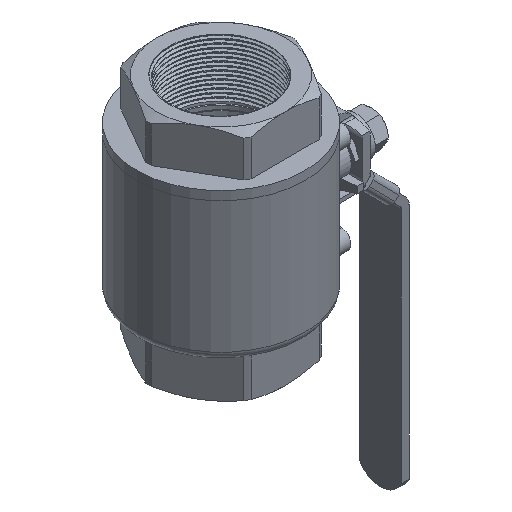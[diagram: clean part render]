
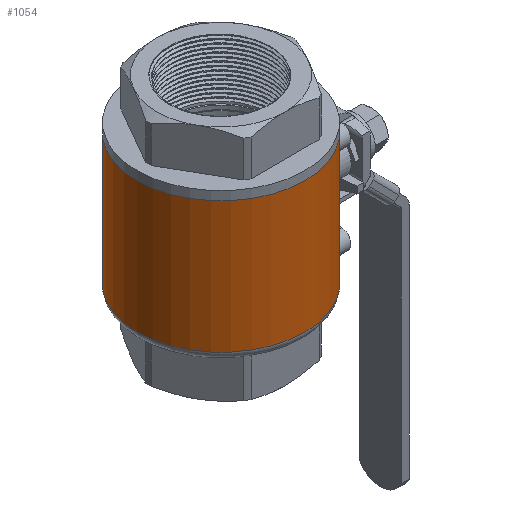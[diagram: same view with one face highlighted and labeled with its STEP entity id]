
A CAD part, isometric view. The second image highlights one B-rep face of the part: STEP entity #1054.
In plain terms, the highlighted cylindrical face has radius 64.75 mm (diameter 129.5 mm), a full revolution.
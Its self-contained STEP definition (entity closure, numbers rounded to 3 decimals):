
#871=CYLINDRICAL_SURFACE('',#4232,64.75);
#946=B_SPLINE_CURVE_WITH_KNOTS('',3,(#5868,#5869,#5870,#5871,#5872,#5873,
#5874,#5875,#5876,#5877,#5878,#5879,#5880,#5881,#5882,#5883,#5884,#5885,
#5886,#5887,#5888,#5889,#5890,#5891),.UNSPECIFIED.,.T.,.F.,(2,2,2,2,2,2,
2,2,2,2,2,2,2,2),(-0.125,0.,0.063,0.125,0.25,0.375,0.438,0.5,0.563,0.625,
0.75,0.875,1.,1.063),.UNSPECIFIED.);
#947=B_SPLINE_CURVE_WITH_KNOTS('',3,(#5895,#5896,#5897,#5898,#5899,#5900,
#5901,#5902,#5903,#5904,#5905,#5906),.UNSPECIFIED.,.F.,.F.,(4,2,2,2,2,4),
(0.,0.25,0.375,0.5,0.75,1.),.UNSPECIFIED.);
#948=B_SPLINE_CURVE_WITH_KNOTS('',3,(#5913,#5914,#5915,#5916,#5917,#5918,
#5919,#5920,#5921,#5922,#5923,#5924),.UNSPECIFIED.,.F.,.F.,(4,2,2,2,2,4),
(0.,0.25,0.375,0.5,0.75,1.),.UNSPECIFIED.);
#949=B_SPLINE_CURVE_WITH_KNOTS('',3,(#5929,#5930,#5931,#5932,#5933,#5934,
#5935,#5936,#5937,#5938,#5939,#5940),.UNSPECIFIED.,.F.,.F.,(4,2,2,2,2,4),
(0.,0.25,0.375,0.5,0.75,1.),.UNSPECIFIED.);
#950=B_SPLINE_CURVE_WITH_KNOTS('',3,(#5947,#5948,#5949,#5950,#5951,#5952,
#5953,#5954,#5955,#5956,#5957,#5958),.UNSPECIFIED.,.F.,.F.,(4,2,2,2,2,4),
(0.,0.25,0.375,0.5,0.75,1.),.UNSPECIFIED.);
#1054=ADVANCED_FACE('',(#1455,#1456,#1457,#1458,#1459),#871,.T.);
#1455=FACE_BOUND('',#1638,.T.);
#1456=FACE_BOUND('',#1639,.T.);
#1457=FACE_BOUND('',#1640,.T.);
#1458=FACE_BOUND('',#1641,.T.);
#1459=FACE_BOUND('',#1642,.T.);
#1638=EDGE_LOOP('',(#1992));
#1639=EDGE_LOOP('',(#1993));
#1640=EDGE_LOOP('',(#1994));
#1641=EDGE_LOOP('',(#1995,#1996,#1997,#1998,#1999,#2000));
#1642=EDGE_LOOP('',(#2001,#2002,#2003,#2004,#2005,#2006));
#1992=ORIENTED_EDGE('',*,*,#3474,.T.);
#1993=ORIENTED_EDGE('',*,*,#3475,.T.);
#1994=ORIENTED_EDGE('',*,*,#3476,.T.);
#1995=ORIENTED_EDGE('',*,*,#3477,.T.);
#1996=ORIENTED_EDGE('',*,*,#3478,.T.);
#1997=ORIENTED_EDGE('',*,*,#3479,.T.);
#1998=ORIENTED_EDGE('',*,*,#3480,.T.);
#1999=ORIENTED_EDGE('',*,*,#3481,.T.);
#2000=ORIENTED_EDGE('',*,*,#3482,.T.);
#2001=ORIENTED_EDGE('',*,*,#3483,.T.);
#2002=ORIENTED_EDGE('',*,*,#3484,.T.);
#2003=ORIENTED_EDGE('',*,*,#3485,.T.);
#2004=ORIENTED_EDGE('',*,*,#3486,.T.);
#2005=ORIENTED_EDGE('',*,*,#3487,.T.);
#2006=ORIENTED_EDGE('',*,*,#3488,.T.);
#3090=VERTEX_POINT('',#5867);
#3091=VERTEX_POINT('',#5892);
#3092=VERTEX_POINT('',#5894);
#3093=VERTEX_POINT('',#5907);
#3094=VERTEX_POINT('',#5908);
#3095=VERTEX_POINT('',#5910);
#3096=VERTEX_POINT('',#5912);
#3097=VERTEX_POINT('',#5925);
#3098=VERTEX_POINT('',#5927);
#3099=VERTEX_POINT('',#5941);
#3100=VERTEX_POINT('',#5942);
#3101=VERTEX_POINT('',#5944);
#3102=VERTEX_POINT('',#5946);
#3103=VERTEX_POINT('',#5959);
#3104=VERTEX_POINT('',#5961);
#3474=EDGE_CURVE('',#3090,#3090,#4023,.T.);
#3475=EDGE_CURVE('',#3091,#3091,#946,.T.);
#3476=EDGE_CURVE('',#3092,#3092,#4024,.T.);
#3477=EDGE_CURVE('',#3093,#3094,#947,.T.);
#3478=EDGE_CURVE('',#3094,#3095,#4025,.T.);
#3479=EDGE_CURVE('',#3095,#3096,#4026,.T.);
#3480=EDGE_CURVE('',#3096,#3097,#948,.T.);
#3481=EDGE_CURVE('',#3097,#3098,#4027,.T.);
#3482=EDGE_CURVE('',#3098,#3093,#4028,.T.);
#3483=EDGE_CURVE('',#3099,#3100,#949,.T.);
#3484=EDGE_CURVE('',#3100,#3101,#4029,.T.);
#3485=EDGE_CURVE('',#3101,#3102,#4030,.T.);
#3486=EDGE_CURVE('',#3102,#3103,#950,.T.);
#3487=EDGE_CURVE('',#3103,#3104,#4031,.T.);
#3488=EDGE_CURVE('',#3104,#3099,#4032,.T.);
#4023=CIRCLE('',#4222,64.75);
#4024=CIRCLE('',#4223,64.75);
#4025=CIRCLE('',#4224,64.75);
#4026=CIRCLE('',#4225,64.75);
#4027=CIRCLE('',#4226,64.75);
#4028=CIRCLE('',#4227,64.75);
#4029=CIRCLE('',#4228,64.75);
#4030=CIRCLE('',#4229,64.75);
#4031=CIRCLE('',#4230,64.75);
#4032=CIRCLE('',#4231,64.75);
#4222=AXIS2_PLACEMENT_3D('',#5866,#4690,#4691);
#4223=AXIS2_PLACEMENT_3D('',#5893,#4692,#4693);
#4224=AXIS2_PLACEMENT_3D('',#5909,#4694,#4695);
#4225=AXIS2_PLACEMENT_3D('',#5911,#4696,#4697);
#4226=AXIS2_PLACEMENT_3D('',#5926,#4698,#4699);
#4227=AXIS2_PLACEMENT_3D('',#5928,#4700,#4701);
#4228=AXIS2_PLACEMENT_3D('',#5943,#4702,#4703);
#4229=AXIS2_PLACEMENT_3D('',#5945,#4704,#4705);
#4230=AXIS2_PLACEMENT_3D('',#5960,#4706,#4707);
#4231=AXIS2_PLACEMENT_3D('',#5962,#4708,#4709);
#4232=AXIS2_PLACEMENT_3D('',#5963,#4710,#4711);
#4690=DIRECTION('',(0.,0.,1.));
#4691=DIRECTION('',(-1.,0.,0.));
#4692=DIRECTION('',(0.,0.,-1.));
#4693=DIRECTION('',(-1.,0.,0.));
#4694=DIRECTION('',(0.,0.,-1.));
#4695=DIRECTION('',(0.,-1.,0.));
#4696=DIRECTION('',(0.,0.,-1.));
#4697=DIRECTION('',(0.,-1.,0.));
#4698=DIRECTION('',(0.,0.,1.));
#4699=DIRECTION('',(0.,1.,0.));
#4700=DIRECTION('',(0.,0.,1.));
#4701=DIRECTION('',(0.,1.,0.));
#4702=DIRECTION('',(0.,0.,1.));
#4703=DIRECTION('',(0.,1.,0.));
#4704=DIRECTION('',(0.,0.,1.));
#4705=DIRECTION('',(0.,1.,0.));
#4706=DIRECTION('',(0.,0.,-1.));
#4707=DIRECTION('',(0.,-1.,0.));
#4708=DIRECTION('',(0.,0.,-1.));
#4709=DIRECTION('',(0.,-1.,0.));
#4710=DIRECTION('',(0.,0.,1.));
#4711=DIRECTION('',(1.,0.,0.));
#5866=CARTESIAN_POINT('',(0.,0.,-46.8));
#5867=CARTESIAN_POINT('',(-64.75,0.,-46.8));
#5868=CARTESIAN_POINT('',(64.75,4.648,-17.5));
#5869=CARTESIAN_POINT('',(64.75,-2.324,-17.5));
#5870=CARTESIAN_POINT('',(64.621,-4.603,-17.039));
#5871=CARTESIAN_POINT('',(64.179,-8.837,-15.278));
#5872=CARTESIAN_POINT('',(63.869,-10.771,-13.978));
#5873=CARTESIAN_POINT('',(62.931,-15.589,-9.159));
#5874=CARTESIAN_POINT('',(62.341,-17.497,-4.6));
#5875=CARTESIAN_POINT('',(62.339,-17.503,4.578));
#5876=CARTESIAN_POINT('',(62.926,-15.612,9.136));
#5877=CARTESIAN_POINT('',(63.872,-10.756,13.993));
#5878=CARTESIAN_POINT('',(64.18,-8.828,15.282));
#5879=CARTESIAN_POINT('',(64.621,-4.606,17.037));
#5880=CARTESIAN_POINT('',(64.75,-2.298,17.499));
#5881=CARTESIAN_POINT('',(64.75,2.283,17.501));
#5882=CARTESIAN_POINT('',(64.621,4.596,17.039));
#5883=CARTESIAN_POINT('',(64.182,8.814,15.29));
#5884=CARTESIAN_POINT('',(63.872,10.752,13.995));
#5885=CARTESIAN_POINT('',(62.93,15.597,9.156));
#5886=CARTESIAN_POINT('',(62.341,17.498,4.624));
#5887=CARTESIAN_POINT('',(62.34,17.502,-4.609));
#5888=CARTESIAN_POINT('',(62.93,15.591,-9.154));
#5889=CARTESIAN_POINT('',(64.18,9.174,-15.579));
#5890=CARTESIAN_POINT('',(64.75,4.648,-17.5));
#5891=CARTESIAN_POINT('',(64.75,-2.324,-17.5));
#5892=CARTESIAN_POINT('',(64.75,0.,-17.5));
#5893=CARTESIAN_POINT('',(0.,0.,54.4));
#5894=CARTESIAN_POINT('',(-64.75,0.,54.4));
#5895=CARTESIAN_POINT('',(58.383,28.,42.5));
#5896=CARTESIAN_POINT('',(57.466,29.913,42.5));
#5897=CARTESIAN_POINT('',(56.47,31.725,41.795));
#5898=CARTESIAN_POINT('',(55.203,33.851,39.792));
#5899=CARTESIAN_POINT('',(54.841,34.428,38.998));
#5900=CARTESIAN_POINT('',(54.305,35.267,37.121));
#5901=CARTESIAN_POINT('',(54.153,35.496,36.074));
#5902=CARTESIAN_POINT('',(54.146,35.507,32.928));
#5903=CARTESIAN_POINT('',(54.778,34.564,30.888));
#5904=CARTESIAN_POINT('',(56.451,31.758,28.228));
#5905=CARTESIAN_POINT('',(57.464,29.915,27.5));
#5906=CARTESIAN_POINT('',(58.383,28.,27.5));
#5907=CARTESIAN_POINT('',(58.383,28.,42.5));
#5908=CARTESIAN_POINT('',(58.383,28.,27.5));
#5909=CARTESIAN_POINT('',(0.,0.,27.5));
#5910=CARTESIAN_POINT('',(64.75,0.,27.5));
#5911=CARTESIAN_POINT('',(0.,0.,27.5));
#5912=CARTESIAN_POINT('',(58.383,-28.,27.5));
#5913=CARTESIAN_POINT('',(58.383,-28.,27.5));
#5914=CARTESIAN_POINT('',(57.466,-29.913,27.5));
#5915=CARTESIAN_POINT('',(56.47,-31.725,28.205));
#5916=CARTESIAN_POINT('',(55.203,-33.851,30.208));
#5917=CARTESIAN_POINT('',(54.841,-34.428,31.002));
#5918=CARTESIAN_POINT('',(54.305,-35.267,32.879));
#5919=CARTESIAN_POINT('',(54.153,-35.496,33.926));
#5920=CARTESIAN_POINT('',(54.146,-35.507,37.072));
#5921=CARTESIAN_POINT('',(54.778,-34.564,39.112));
#5922=CARTESIAN_POINT('',(56.451,-31.758,41.772));
#5923=CARTESIAN_POINT('',(57.464,-29.915,42.5));
#5924=CARTESIAN_POINT('',(58.383,-28.,42.5));
#5925=CARTESIAN_POINT('',(58.383,-28.,42.5));
#5926=CARTESIAN_POINT('',(0.,0.,42.5));
#5927=CARTESIAN_POINT('',(64.75,0.,42.5));
#5928=CARTESIAN_POINT('',(0.,0.,42.5));
#5929=CARTESIAN_POINT('',(58.383,-28.,-42.5));
#5930=CARTESIAN_POINT('',(57.466,-29.913,-42.5));
#5931=CARTESIAN_POINT('',(56.47,-31.725,-41.795));
#5932=CARTESIAN_POINT('',(55.203,-33.851,-39.792));
#5933=CARTESIAN_POINT('',(54.841,-34.428,-38.998));
#5934=CARTESIAN_POINT('',(54.305,-35.267,-37.121));
#5935=CARTESIAN_POINT('',(54.153,-35.496,-36.074));
#5936=CARTESIAN_POINT('',(54.146,-35.507,-32.928));
#5937=CARTESIAN_POINT('',(54.778,-34.564,-30.888));
#5938=CARTESIAN_POINT('',(56.451,-31.758,-28.228));
#5939=CARTESIAN_POINT('',(57.464,-29.915,-27.5));
#5940=CARTESIAN_POINT('',(58.383,-28.,-27.5));
#5941=CARTESIAN_POINT('',(58.383,-28.,-42.5));
#5942=CARTESIAN_POINT('',(58.383,-28.,-27.5));
#5943=CARTESIAN_POINT('',(0.,0.,-27.5));
#5944=CARTESIAN_POINT('',(64.75,0.,-27.5));
#5945=CARTESIAN_POINT('',(0.,0.,-27.5));
#5946=CARTESIAN_POINT('',(58.383,28.,-27.5));
#5947=CARTESIAN_POINT('',(58.383,28.,-27.5));
#5948=CARTESIAN_POINT('',(57.466,29.913,-27.5));
#5949=CARTESIAN_POINT('',(56.47,31.725,-28.205));
#5950=CARTESIAN_POINT('',(55.203,33.851,-30.208));
#5951=CARTESIAN_POINT('',(54.841,34.428,-31.002));
#5952=CARTESIAN_POINT('',(54.305,35.267,-32.879));
#5953=CARTESIAN_POINT('',(54.153,35.496,-33.926));
#5954=CARTESIAN_POINT('',(54.146,35.507,-37.072));
#5955=CARTESIAN_POINT('',(54.778,34.564,-39.112));
#5956=CARTESIAN_POINT('',(56.451,31.758,-41.772));
#5957=CARTESIAN_POINT('',(57.464,29.915,-42.5));
#5958=CARTESIAN_POINT('',(58.383,28.,-42.5));
#5959=CARTESIAN_POINT('',(58.383,28.,-42.5));
#5960=CARTESIAN_POINT('',(0.,0.,-42.5));
#5961=CARTESIAN_POINT('',(64.75,0.,-42.5));
#5962=CARTESIAN_POINT('',(0.,0.,-42.5));
#5963=CARTESIAN_POINT('',(0.,0.,0.));
